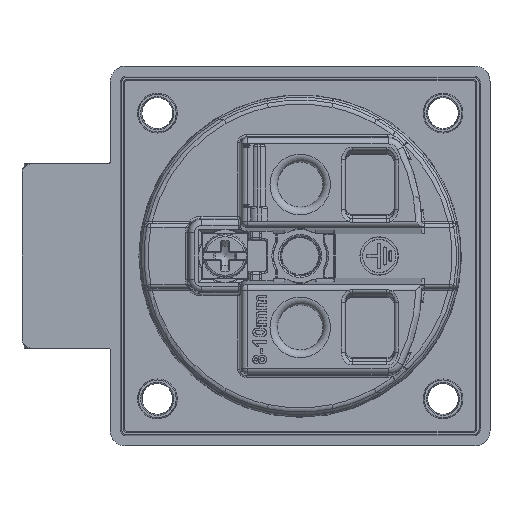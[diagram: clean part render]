
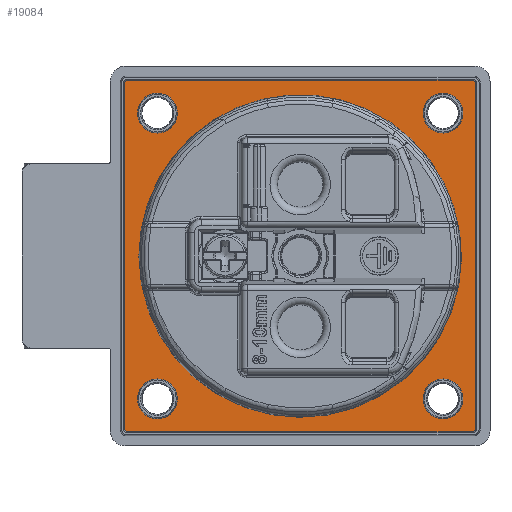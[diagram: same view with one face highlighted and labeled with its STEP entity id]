
A CAD part, left-side view. The second image highlights one B-rep face of the part: STEP entity #19084.
In plain terms, the highlighted planar face has unit normal (-1, 0, 0).
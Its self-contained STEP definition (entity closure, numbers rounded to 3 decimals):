
#17 = ORIENTED_EDGE ( 'NONE', *, *, #7165, .F. ) ;
#730 = CARTESIAN_POINT ( 'NONE',  ( -12.25, 19., 19. ) ) ;
#949 = CARTESIAN_POINT ( 'NONE',  ( -12.25, 0., 0. ) ) ;
#1240 = LINE ( 'NONE', #39063, #22524 ) ;
#1292 = DIRECTION ( 'NONE',  ( 0., -1., 0. ) ) ;
#1565 = CARTESIAN_POINT ( 'NONE',  ( -12.25, 23.359, 23. ) ) ;
#1586 = CIRCLE ( 'NONE', #36237, 0.359 ) ;
#1767 = CIRCLE ( 'NONE', #27862, 2.649 ) ;
#2026 = DIRECTION ( 'NONE',  ( 0., -1., 0. ) ) ;
#2512 = AXIS2_PLACEMENT_3D ( 'NONE', #43250, #22692, #12445 ) ;
#3675 = DIRECTION ( 'NONE',  ( -1., 0., 0. ) ) ;
#3765 = DIRECTION ( 'NONE',  ( 0., -1., 0. ) ) ;
#3798 = CARTESIAN_POINT ( 'NONE',  ( -12.25, 16.351, -19. ) ) ;
#4313 = VERTEX_POINT ( 'NONE', #1565 ) ;
#4323 = AXIS2_PLACEMENT_3D ( 'NONE', #29303, #43297, #21852 ) ;
#4785 = AXIS2_PLACEMENT_3D ( 'NONE', #31658, #34821, #3765 ) ;
#5517 = AXIS2_PLACEMENT_3D ( 'NONE', #39941, #33165, #22991 ) ;
#6809 = EDGE_LOOP ( 'NONE', ( #25626 ) ) ;
#7165 = EDGE_CURVE ( 'NONE', #23791, #23791, #10462, .T. ) ;
#7244 = CARTESIAN_POINT ( 'NONE',  ( -12.25, 23.359, -23. ) ) ;
#7963 = PLANE ( 'NONE',  #43845 ) ;
#8305 = DIRECTION ( 'NONE',  ( 0., 1., 0. ) ) ;
#8531 = CARTESIAN_POINT ( 'NONE',  ( -12.25, 23., -23. ) ) ;
#8756 = CARTESIAN_POINT ( 'NONE',  ( -12.25, -23.359, 23. ) ) ;
#9770 = VECTOR ( 'NONE', #12265, 1000. ) ;
#9786 = EDGE_LOOP ( 'NONE', ( #13022 ) ) ;
#10038 = CARTESIAN_POINT ( 'NONE',  ( -12.25, 23., 23.359 ) ) ;
#10451 = FACE_BOUND ( 'NONE', #44831, .T. ) ;
#10462 = CIRCLE ( 'NONE', #2512, 2.649 ) ;
#11358 = FACE_BOUND ( 'NONE', #17692, .T. ) ;
#12265 = DIRECTION ( 'NONE',  ( 0., 1., 0. ) ) ;
#12445 = DIRECTION ( 'NONE',  ( 0., -1., 0. ) ) ;
#12784 = EDGE_CURVE ( 'NONE', #19706, #19706, #36378, .T. ) ;
#12940 = VERTEX_POINT ( 'NONE', #10038 ) ;
#13022 = ORIENTED_EDGE ( 'NONE', *, *, #28030, .F. ) ;
#13199 = ORIENTED_EDGE ( 'NONE', *, *, #18893, .F. ) ;
#13317 = DIRECTION ( 'NONE',  ( 0., -1., 0. ) ) ;
#13502 = VERTEX_POINT ( 'NONE', #16042 ) ;
#14670 = ORIENTED_EDGE ( 'NONE', *, *, #23040, .T. ) ;
#15100 = DIRECTION ( 'NONE',  ( 0., 1., 0. ) ) ;
#15452 = VERTEX_POINT ( 'NONE', #20614 ) ;
#16007 = CARTESIAN_POINT ( 'NONE',  ( -12.25, -23., 23.359 ) ) ;
#16042 = CARTESIAN_POINT ( 'NONE',  ( -12.25, 23., -23.359 ) ) ;
#16911 = DIRECTION ( 'NONE',  ( 0., 0., 1. ) ) ;
#16963 = VERTEX_POINT ( 'NONE', #3798 ) ;
#17692 = EDGE_LOOP ( 'NONE', ( #13199 ) ) ;
#18893 = EDGE_CURVE ( 'NONE', #36690, #36690, #25094, .T. ) ;
#19084 = ADVANCED_FACE ( 'NONE', ( #42169, #35411, #42389, #11358, #34951, #10451 ), #7963, .F. ) ;
#19251 = CARTESIAN_POINT ( 'NONE',  ( -12.25, -23.359, -23. ) ) ;
#19261 = DIRECTION ( 'NONE',  ( -1., 0., 0. ) ) ;
#19268 = CARTESIAN_POINT ( 'NONE',  ( -12.25, 21.455, 0. ) ) ;
#19610 = CIRCLE ( 'NONE', #40577, 0.359 ) ;
#19706 = VERTEX_POINT ( 'NONE', #19268 ) ;
#20375 = AXIS2_PLACEMENT_3D ( 'NONE', #26944, #19261, #13317 ) ;
#20607 = EDGE_CURVE ( 'NONE', #16963, #16963, #36647, .T. ) ;
#20614 = CARTESIAN_POINT ( 'NONE',  ( -12.25, -23., 23.359 ) ) ;
#20834 = VERTEX_POINT ( 'NONE', #34403 ) ;
#21852 = DIRECTION ( 'NONE',  ( 0., -1., 0. ) ) ;
#22019 = VERTEX_POINT ( 'NONE', #19251 ) ;
#22390 = LINE ( 'NONE', #16007, #42779 ) ;
#22524 = VECTOR ( 'NONE', #43118, 1000. ) ;
#22692 = DIRECTION ( 'NONE',  ( -1., 0., 0. ) ) ;
#22991 = DIRECTION ( 'NONE',  ( 0., 1., 0. ) ) ;
#23040 = EDGE_CURVE ( 'NONE', #31163, #15452, #23999, .T. ) ;
#23226 = EDGE_CURVE ( 'NONE', #24447, #13502, #19610, .T. ) ;
#23791 = VERTEX_POINT ( 'NONE', #30335 ) ;
#23999 = CIRCLE ( 'NONE', #20375, 0.359 ) ;
#24344 = VERTEX_POINT ( 'NONE', #40575 ) ;
#24447 = VERTEX_POINT ( 'NONE', #7244 ) ;
#24702 = EDGE_CURVE ( 'NONE', #24344, #22019, #1586, .T. ) ;
#24881 = ORIENTED_EDGE ( 'NONE', *, *, #12784, .F. ) ;
#25094 = CIRCLE ( 'NONE', #5517, 2.649 ) ;
#25626 = ORIENTED_EDGE ( 'NONE', *, *, #20607, .F. ) ;
#26944 = CARTESIAN_POINT ( 'NONE',  ( -12.25, -23., 23. ) ) ;
#27353 = CARTESIAN_POINT ( 'NONE',  ( -12.25, 23.359, 23. ) ) ;
#27862 = AXIS2_PLACEMENT_3D ( 'NONE', #730, #3675, #28855 ) ;
#28030 = EDGE_CURVE ( 'NONE', #20834, #20834, #1767, .T. ) ;
#28182 = EDGE_CURVE ( 'NONE', #24344, #13502, #43295, .T. ) ;
#28855 = DIRECTION ( 'NONE',  ( 0., 1., 0. ) ) ;
#29303 = CARTESIAN_POINT ( 'NONE',  ( -12.25, 23., 23. ) ) ;
#30335 = CARTESIAN_POINT ( 'NONE',  ( -12.25, -21.649, 19. ) ) ;
#30564 = CARTESIAN_POINT ( 'NONE',  ( -12.25, -16.351, -19. ) ) ;
#31163 = VERTEX_POINT ( 'NONE', #8756 ) ;
#31329 = DIRECTION ( 'NONE',  ( 0., 1., 0. ) ) ;
#31658 = CARTESIAN_POINT ( 'NONE',  ( -12.25, 19., -19. ) ) ;
#31790 = DIRECTION ( 'NONE',  ( 1., 0., 0. ) ) ;
#32476 = CARTESIAN_POINT ( 'NONE',  ( -12.25, -23., -23.359 ) ) ;
#33165 = DIRECTION ( 'NONE',  ( -1., 0., 0. ) ) ;
#34160 = EDGE_LOOP ( 'NONE', ( #38697, #40439, #41396, #42133, #43515, #38969, #14670, #44139 ) ) ;
#34403 = CARTESIAN_POINT ( 'NONE',  ( -12.25, 21.649, 19. ) ) ;
#34821 = DIRECTION ( 'NONE',  ( -1., 0., 0. ) ) ;
#34951 = FACE_BOUND ( 'NONE', #9786, .T. ) ;
#35411 = FACE_BOUND ( 'NONE', #40512, .T. ) ;
#35449 = CIRCLE ( 'NONE', #4323, 0.359 ) ;
#36193 = DIRECTION ( 'NONE',  ( -1., 0., 0. ) ) ;
#36237 = AXIS2_PLACEMENT_3D ( 'NONE', #40750, #36699, #2026 ) ;
#36378 = CIRCLE ( 'NONE', #37091, 21.455 ) ;
#36647 = CIRCLE ( 'NONE', #4785, 2.649 ) ;
#36690 = VERTEX_POINT ( 'NONE', #30564 ) ;
#36699 = DIRECTION ( 'NONE',  ( -1., 0., 0. ) ) ;
#37091 = AXIS2_PLACEMENT_3D ( 'NONE', #39312, #42481, #15100 ) ;
#38183 = LINE ( 'NONE', #27353, #39267 ) ;
#38305 = EDGE_CURVE ( 'NONE', #12940, #4313, #35449, .T. ) ;
#38697 = ORIENTED_EDGE ( 'NONE', *, *, #38305, .T. ) ;
#38969 = ORIENTED_EDGE ( 'NONE', *, *, #39820, .F. ) ;
#39063 = CARTESIAN_POINT ( 'NONE',  ( -12.25, -23.359, 23. ) ) ;
#39267 = VECTOR ( 'NONE', #16911, 1000. ) ;
#39312 = CARTESIAN_POINT ( 'NONE',  ( -12.25, 0., 0. ) ) ;
#39820 = EDGE_CURVE ( 'NONE', #31163, #22019, #1240, .T. ) ;
#39941 = CARTESIAN_POINT ( 'NONE',  ( -12.25, -19., -19. ) ) ;
#40439 = ORIENTED_EDGE ( 'NONE', *, *, #43180, .F. ) ;
#40512 = EDGE_LOOP ( 'NONE', ( #24881 ) ) ;
#40575 = CARTESIAN_POINT ( 'NONE',  ( -12.25, -23., -23.359 ) ) ;
#40577 = AXIS2_PLACEMENT_3D ( 'NONE', #8531, #36193, #1292 ) ;
#40750 = CARTESIAN_POINT ( 'NONE',  ( -12.25, -23., -23. ) ) ;
#41396 = ORIENTED_EDGE ( 'NONE', *, *, #23226, .T. ) ;
#42133 = ORIENTED_EDGE ( 'NONE', *, *, #28182, .F. ) ;
#42169 = FACE_OUTER_BOUND ( 'NONE', #34160, .T. ) ;
#42389 = FACE_BOUND ( 'NONE', #6809, .T. ) ;
#42481 = DIRECTION ( 'NONE',  ( -1., 0., 0. ) ) ;
#42779 = VECTOR ( 'NONE', #8305, 1000. ) ;
#42792 = EDGE_CURVE ( 'NONE', #15452, #12940, #22390, .T. ) ;
#43118 = DIRECTION ( 'NONE',  ( 0., 0., -1. ) ) ;
#43180 = EDGE_CURVE ( 'NONE', #24447, #4313, #38183, .T. ) ;
#43250 = CARTESIAN_POINT ( 'NONE',  ( -12.25, -19., 19. ) ) ;
#43295 = LINE ( 'NONE', #32476, #9770 ) ;
#43297 = DIRECTION ( 'NONE',  ( -1., 0., 0. ) ) ;
#43515 = ORIENTED_EDGE ( 'NONE', *, *, #24702, .T. ) ;
#43845 = AXIS2_PLACEMENT_3D ( 'NONE', #949, #31790, #31329 ) ;
#44139 = ORIENTED_EDGE ( 'NONE', *, *, #42792, .T. ) ;
#44831 = EDGE_LOOP ( 'NONE', ( #17 ) ) ;
